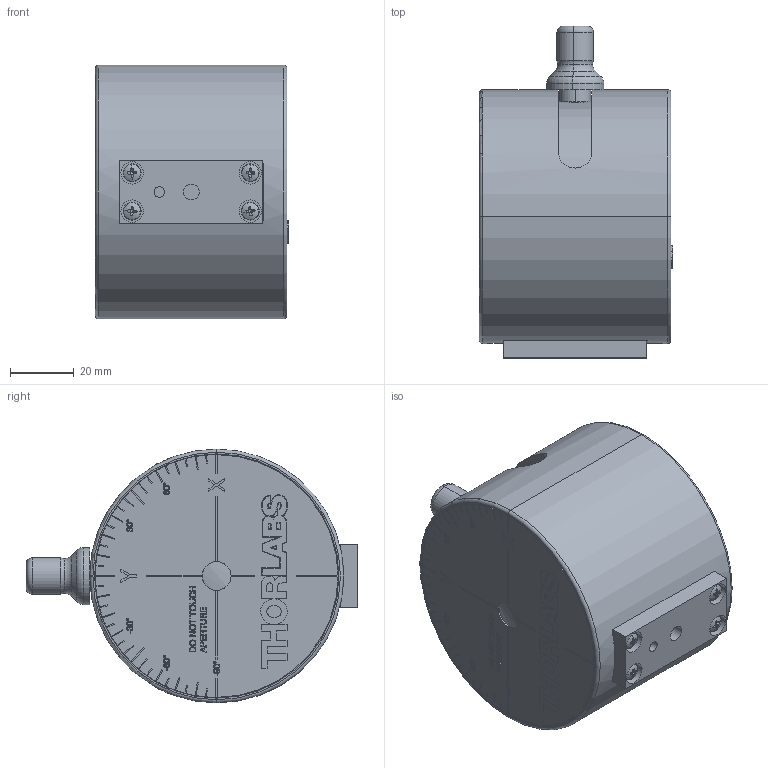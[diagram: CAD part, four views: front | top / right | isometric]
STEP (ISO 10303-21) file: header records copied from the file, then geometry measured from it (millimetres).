
FILE_DESCRIPTION (( 'STEP AP214' ), '1' );
FILE_NAME ('MTN004189-E0W.STEP', '2017-06-08T13:12:15', ( '' ), ( '' ), 'SwSTEP 2.0', 'SolidWorks 2016', '' );
FILE_SCHEMA (( 'AUTOMOTIVE_DESIGN' ));
Length unit declared in the file: millimetre
Products named in the file (1): MTN004189-E0W
Bounding box: 60.5 x 103.95 x 79.5 mm (x, y, z)
Volume: 98411.7 mm3; surface area: 99234.4 mm2
Topology: 14 solids, 14 shells, 4826 faces, 13185 edges, 8689 vertices
Faces by surface type: plane 3261, bspline 984, cylinder 408, cone 116, torus 49, sphere 8
Entity records: 257433 total; most frequent: CARTESIAN_POINT 88532, ORIENTED_EDGE 26326, DIRECTION 19477, EDGE_CURVE 13163, LINE 9823, VECTOR 9823, VERTEX_POINT 8689, EDGE_LOOP 5280
